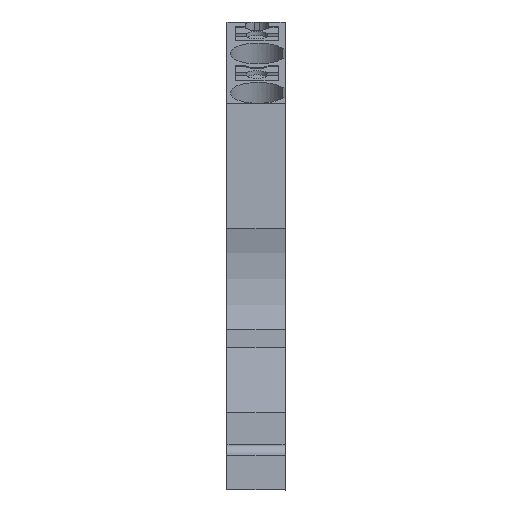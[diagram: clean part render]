
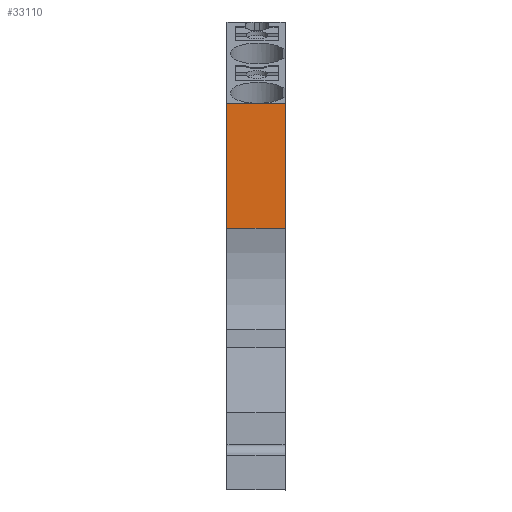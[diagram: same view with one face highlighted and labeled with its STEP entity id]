
A CAD part, front view. The second image highlights one B-rep face of the part: STEP entity #33110.
In plain terms, the highlighted face is planar.
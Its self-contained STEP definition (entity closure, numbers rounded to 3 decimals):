
#9600=CARTESIAN_POINT('',(-42.9,17.2,
0.));
#9610=VERTEX_POINT('',#9600);
#9640=CARTESIAN_POINT('',(-42.9,0.,
0.));
#9650=DIRECTION('',(0.,1.,0.));
#9660=VECTOR('',#9650,1.);
#9670=LINE('',#9640,#9660);
#9680=CARTESIAN_POINT('',(-42.9,28.263,
0.));
#9690=VERTEX_POINT('',#9680);
#9700=EDGE_CURVE('',#9610,#9690,#9670,.T.);
#14500=CARTESIAN_POINT('',(-42.9,28.263,
-5.15));
#14510=VERTEX_POINT('',#14500);
#14540=CARTESIAN_POINT('',(-42.9,0.,
-5.15));
#14550=DIRECTION('',(0.,-1.,0.));
#14560=VECTOR('',#14550,1.);
#14570=LINE('',#14540,#14560);
#14580=CARTESIAN_POINT('',(-42.9,17.2,
-5.15));
#14590=VERTEX_POINT('',#14580);
#14600=EDGE_CURVE('',#14510,#14590,#14570,.T.);
#19730=CARTESIAN_POINT('',(-42.9,28.263,
0.));
#19740=DIRECTION('',(0.,0.,-1.));
#19750=VECTOR('',#19740,1.);
#19760=LINE('',#19730,#19750);
#19770=EDGE_CURVE('',#9690,#14510,#19760,.T.);
#32950=CARTESIAN_POINT('',(-42.9,26.172,
0.));
#32960=DIRECTION('',(-1.,0.,0.));
#32970=DIRECTION('',(0.,1.,0.));
#32980=AXIS2_PLACEMENT_3D('',#32950,#32960,#32970);
#32990=PLANE('',#32980);
#33000=ORIENTED_EDGE('',*,*,#19770,.T.);
#33010=ORIENTED_EDGE('',*,*,#9700,.T.);
#33020=CARTESIAN_POINT('',(-42.9,17.2,
0.));
#33030=DIRECTION('',(0.,0.,1.));
#33040=VECTOR('',#33030,1.);
#33050=LINE('',#33020,#33040);
#33060=EDGE_CURVE('',#14590,#9610,#33050,.T.);
#33070=ORIENTED_EDGE('',*,*,#33060,.T.);
#33080=ORIENTED_EDGE('',*,*,#14600,.T.);
#33090=EDGE_LOOP('',(#33080,#33070,#33010,#33000));
#33100=FACE_OUTER_BOUND('',#33090,.T.);
#33110=ADVANCED_FACE('',(#33100),#32990,.T.);
